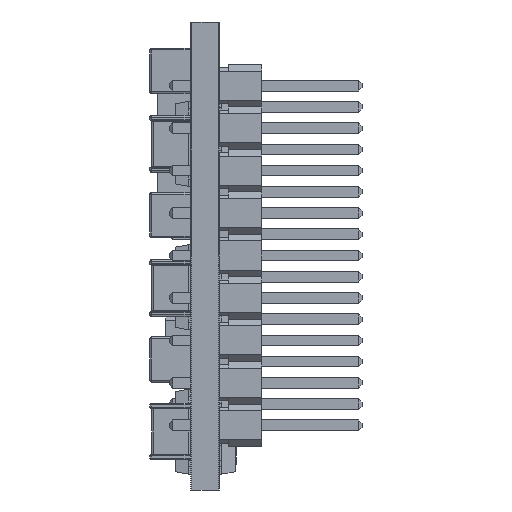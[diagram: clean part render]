
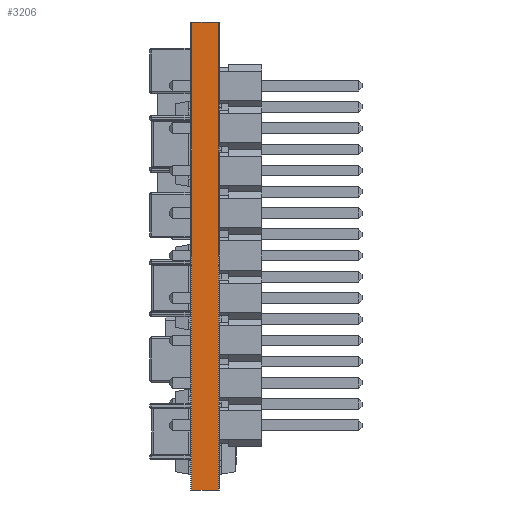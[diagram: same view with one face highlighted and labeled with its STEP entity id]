
A CAD part, left-side view. The second image highlights one B-rep face of the part: STEP entity #3206.
In plain terms, the highlighted planar face has unit normal (-1, 0, 0).
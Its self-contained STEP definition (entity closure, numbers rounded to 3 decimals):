
#14=DIRECTION('',(0.,0.,1.));
#15=VECTOR('',#14,28.);
#16=CARTESIAN_POINT('',(0.,-0.8,-28.));
#17=LINE('',#16,#15);
#293=DIRECTION('',(0.,1.,0.));
#294=VECTOR('',#293,1.6);
#295=CARTESIAN_POINT('',(0.,-0.8,0.));
#296=LINE('',#295,#294);
#297=DIRECTION('',(0.,1.,0.));
#298=VECTOR('',#297,1.6);
#299=CARTESIAN_POINT('',(0.,-0.8,-28.));
#300=LINE('',#299,#298);
#313=DIRECTION('',(0.,0.,1.));
#314=VECTOR('',#313,28.);
#315=CARTESIAN_POINT('',(0.,0.8,-28.));
#316=LINE('',#315,#314);
#2326=CARTESIAN_POINT('',(0.,-0.8,0.));
#2328=VERTEX_POINT('',#2326);
#2332=CARTESIAN_POINT('',(0.,-0.8,-28.));
#2333=VERTEX_POINT('',#2332);
#2334=CARTESIAN_POINT('',(0.,0.8,0.));
#2336=VERTEX_POINT('',#2334);
#2340=CARTESIAN_POINT('',(0.,0.8,-28.));
#2341=VERTEX_POINT('',#2340);
#3193=CARTESIAN_POINT('',(0.,-0.8,-28.));
#3194=DIRECTION('',(-1.,0.,0.));
#3195=DIRECTION('',(0.,0.,1.));
#3196=AXIS2_PLACEMENT_3D('',#3193,#3194,#3195);
#3197=PLANE('',#3196);
#3198=ORIENTED_EDGE('',*,*,#3009,.F.);
#3200=ORIENTED_EDGE('',*,*,#3199,.T.);
#3202=ORIENTED_EDGE('',*,*,#3201,.T.);
#3203=ORIENTED_EDGE('',*,*,#3184,.F.);
#3204=EDGE_LOOP('',(#3198,#3200,#3202,#3203));
#3205=FACE_OUTER_BOUND('',#3204,.F.);
#3009=EDGE_CURVE('',#2333,#2328,#17,.T.);
#3184=EDGE_CURVE('',#2328,#2336,#296,.T.);
#3199=EDGE_CURVE('',#2333,#2341,#300,.T.);
#3201=EDGE_CURVE('',#2341,#2336,#316,.T.);
#3206=ADVANCED_FACE('',(#3205),#3197,.T.);
